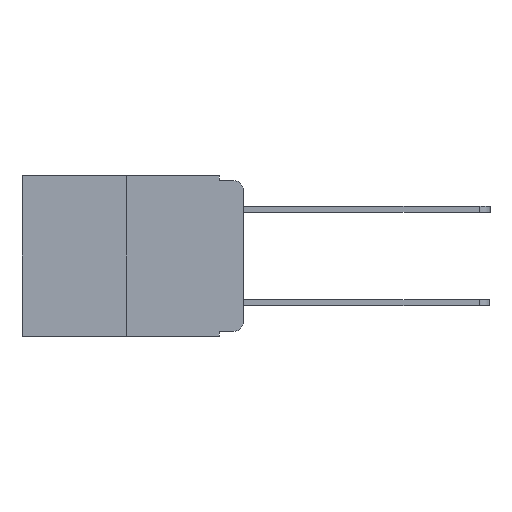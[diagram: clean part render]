
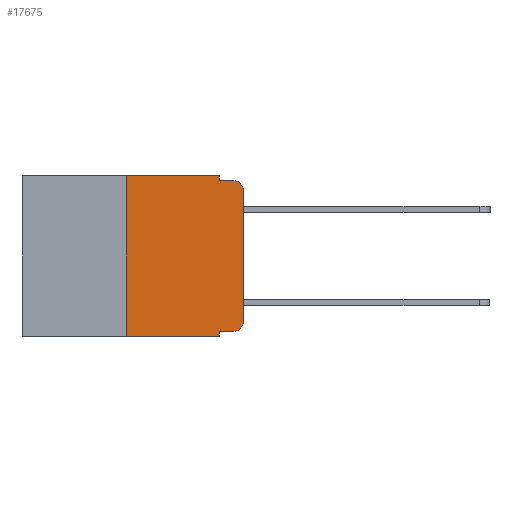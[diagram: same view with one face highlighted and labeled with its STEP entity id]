
A CAD part, left-side view. The second image highlights one B-rep face of the part: STEP entity #17675.
In plain terms, the highlighted planar face has unit normal (-1, 0, 0).
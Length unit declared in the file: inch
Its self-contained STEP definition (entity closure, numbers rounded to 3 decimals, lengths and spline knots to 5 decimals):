
#54 = DIRECTION ( 'NONE',  ( 0., 0., -1. ) ) ;
#210 = CIRCLE ( 'NONE', #20818, 0.02 ) ;
#562 = ORIENTED_EDGE ( 'NONE', *, *, #10234, .T. ) ;
#1106 = EDGE_CURVE ( 'NONE', #21948, #2981, #16122, .T. ) ;
#1218 = VECTOR ( 'NONE', #4464, 39.37008 ) ;
#1696 = CARTESIAN_POINT ( 'NONE',  ( 0., 0.02, -0.313 ) ) ;
#2034 = DIRECTION ( 'NONE',  ( 1., 0., 0. ) ) ;
#2081 = LINE ( 'NONE', #5492, #16694 ) ;
#2981 = VERTEX_POINT ( 'NONE', #22877 ) ;
#3029 = VERTEX_POINT ( 'NONE', #7020 ) ;
#3629 = DIRECTION ( 'NONE',  ( 0., 0., -1. ) ) ;
#3809 = CARTESIAN_POINT ( 'NONE',  ( 0., 0.473, 0. ) ) ;
#3826 = CARTESIAN_POINT ( 'NONE',  ( 0., 0.02, -0.01 ) ) ;
#3917 = VECTOR ( 'NONE', #8691, 39.37008 ) ;
#4464 = DIRECTION ( 'NONE',  ( 0., -1., 0. ) ) ;
#4698 = CARTESIAN_POINT ( 'NONE',  ( 0., 0.051, 0. ) ) ;
#5098 = LINE ( 'NONE', #17626, #12369 ) ;
#5492 = CARTESIAN_POINT ( 'NONE',  ( 0., 0.051, -0.01 ) ) ;
#5753 = ORIENTED_EDGE ( 'NONE', *, *, #13868, .F. ) ;
#6199 = EDGE_LOOP ( 'NONE', ( #562, #20796, #19436, #18069, #13061, #9761, #13086, #5753, #21660, #6620 ) ) ;
#6243 = DIRECTION ( 'NONE',  ( -1., 0., 0. ) ) ;
#6479 = DIRECTION ( 'NONE',  ( 0., 0., 1. ) ) ;
#6586 = EDGE_CURVE ( 'NONE', #2981, #9298, #2081, .T. ) ;
#6620 = ORIENTED_EDGE ( 'NONE', *, *, #8032, .T. ) ;
#6918 = VERTEX_POINT ( 'NONE', #18892 ) ;
#7020 = CARTESIAN_POINT ( 'NONE',  ( 0., 0., -0.03 ) ) ;
#7129 = AXIS2_PLACEMENT_3D ( 'NONE', #16997, #6243, #18759 ) ;
#7591 = CARTESIAN_POINT ( 'NONE',  ( 0., 0.051, 0. ) ) ;
#7751 = VECTOR ( 'NONE', #10364, 39.37008 ) ;
#8032 = EDGE_CURVE ( 'NONE', #11225, #11514, #210, .T. ) ;
#8458 = DIRECTION ( 'NONE',  ( 0., 0., 1. ) ) ;
#8691 = DIRECTION ( 'NONE',  ( 0., 0., -1. ) ) ;
#8900 = LINE ( 'NONE', #7591, #3917 ) ;
#9069 = VERTEX_POINT ( 'NONE', #14133 ) ;
#9298 = VERTEX_POINT ( 'NONE', #3826 ) ;
#9481 = EDGE_CURVE ( 'NONE', #3029, #9298, #18808, .T. ) ;
#9537 = PLANE ( 'NONE',  #22459 ) ;
#9761 = ORIENTED_EDGE ( 'NONE', *, *, #13168, .F. ) ;
#10234 = EDGE_CURVE ( 'NONE', #11514, #3029, #20435, .T. ) ;
#10364 = DIRECTION ( 'NONE',  ( 0., -1., 0. ) ) ;
#10440 = VECTOR ( 'NONE', #8458, 39.37008 ) ;
#11225 = VERTEX_POINT ( 'NONE', #18908 ) ;
#11343 = VECTOR ( 'NONE', #54, 39.37008 ) ;
#11514 = VERTEX_POINT ( 'NONE', #16162 ) ;
#12126 = CARTESIAN_POINT ( 'NONE',  ( 0., 0.473, 0. ) ) ;
#12369 = VECTOR ( 'NONE', #14123, 39.37008 ) ;
#13061 = ORIENTED_EDGE ( 'NONE', *, *, #13252, .F. ) ;
#13086 = ORIENTED_EDGE ( 'NONE', *, *, #21368, .T. ) ;
#13120 = EDGE_CURVE ( 'NONE', #23145, #11225, #21109, .T. ) ;
#13168 = EDGE_CURVE ( 'NONE', #6918, #18450, #18896, .T. ) ;
#13252 = EDGE_CURVE ( 'NONE', #18450, #21948, #21922, .T. ) ;
#13358 = CARTESIAN_POINT ( 'NONE',  ( 0., 0.25, 0. ) ) ;
#13868 = EDGE_CURVE ( 'NONE', #23145, #9069, #8900, .T. ) ;
#14123 = DIRECTION ( 'NONE',  ( 0., -1., 0. ) ) ;
#14133 = CARTESIAN_POINT ( 'NONE',  ( 0., 0.051, -0.343 ) ) ;
#14199 = VECTOR ( 'NONE', #6479, 39.37008 ) ;
#14579 = DIRECTION ( 'NONE',  ( -1., 0., 0. ) ) ;
#14914 = DIRECTION ( 'NONE',  ( 0., 0., -1. ) ) ;
#16122 = LINE ( 'NONE', #4698, #11343 ) ;
#16162 = CARTESIAN_POINT ( 'NONE',  ( 0., 0., -0.313 ) ) ;
#16694 = VECTOR ( 'NONE', #18074, 39.37008 ) ;
#16997 = CARTESIAN_POINT ( 'NONE',  ( 0., 0.02, -0.03 ) ) ;
#17346 = CARTESIAN_POINT ( 'NONE',  ( 0., 0., 0. ) ) ;
#17437 = CARTESIAN_POINT ( 'NONE',  ( 0., 0.051, 0. ) ) ;
#17626 = CARTESIAN_POINT ( 'NONE',  ( 0., 0.473, -0.343 ) ) ;
#17675 = ADVANCED_FACE ( 'NONE', ( #20723 ), #9537, .F. ) ;
#18069 = ORIENTED_EDGE ( 'NONE', *, *, #1106, .F. ) ;
#18074 = DIRECTION ( 'NONE',  ( 0., -1., 0. ) ) ;
#18450 = VERTEX_POINT ( 'NONE', #13358 ) ;
#18759 = DIRECTION ( 'NONE',  ( 0., 0., -1. ) ) ;
#18808 = CIRCLE ( 'NONE', #7129, 0.02 ) ;
#18892 = CARTESIAN_POINT ( 'NONE',  ( 0., 0.25, -0.343 ) ) ;
#18896 = LINE ( 'NONE', #18980, #14199 ) ;
#18908 = CARTESIAN_POINT ( 'NONE',  ( 0., 0.02, -0.333 ) ) ;
#18980 = CARTESIAN_POINT ( 'NONE',  ( 0., 0.25, 0. ) ) ;
#19436 = ORIENTED_EDGE ( 'NONE', *, *, #6586, .F. ) ;
#19691 = CARTESIAN_POINT ( 'NONE',  ( 0., 0.051, -0.333 ) ) ;
#20435 = LINE ( 'NONE', #17346, #10440 ) ;
#20723 = FACE_OUTER_BOUND ( 'NONE', #6199, .T. ) ;
#20796 = ORIENTED_EDGE ( 'NONE', *, *, #9481, .T. ) ;
#20818 = AXIS2_PLACEMENT_3D ( 'NONE', #1696, #14579, #3629 ) ;
#21109 = LINE ( 'NONE', #22374, #1218 ) ;
#21368 = EDGE_CURVE ( 'NONE', #6918, #9069, #5098, .T. ) ;
#21660 = ORIENTED_EDGE ( 'NONE', *, *, #13120, .T. ) ;
#21922 = LINE ( 'NONE', #12126, #7751 ) ;
#21948 = VERTEX_POINT ( 'NONE', #17437 ) ;
#22374 = CARTESIAN_POINT ( 'NONE',  ( 0., 0.051, -0.333 ) ) ;
#22459 = AXIS2_PLACEMENT_3D ( 'NONE', #3809, #2034, #14914 ) ;
#22877 = CARTESIAN_POINT ( 'NONE',  ( 0., 0.051, -0.01 ) ) ;
#23145 = VERTEX_POINT ( 'NONE', #19691 ) ;
